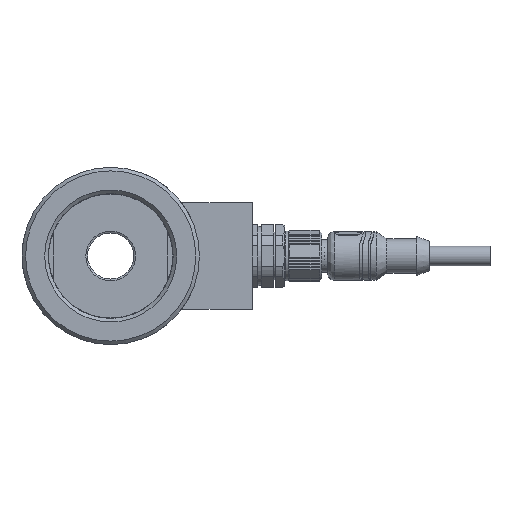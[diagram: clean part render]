
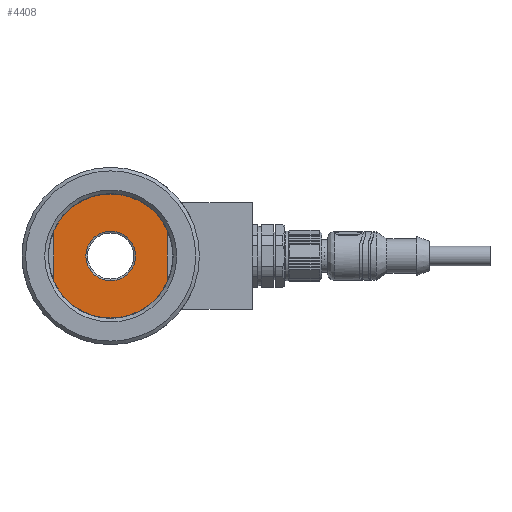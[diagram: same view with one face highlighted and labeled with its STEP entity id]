
A CAD part, front view. The second image highlights one B-rep face of the part: STEP entity #4408.
In plain terms, the highlighted planar face has unit normal (0, -1, 0).
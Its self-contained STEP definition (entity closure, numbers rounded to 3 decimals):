
#448 = DIRECTION ( 'NONE',  ( 0., 0., 1. ) ) ;
#706 = VECTOR ( 'NONE', #9618, 1000. ) ;
#910 = EDGE_CURVE ( 'NONE', #10577, #10577, #1872, .T. ) ;
#1229 = CIRCLE ( 'NONE', #22379, 17.5 ) ;
#1359 = CARTESIAN_POINT ( 'NONE',  ( -16., -15., -7.089 ) ) ;
#1872 = CIRCLE ( 'NONE', #24169, 7. ) ;
#2183 = EDGE_LOOP ( 'NONE', ( #9166 ) ) ;
#2860 = CARTESIAN_POINT ( 'NONE',  ( 16., -15., -7.089 ) ) ;
#4054 = CARTESIAN_POINT ( 'NONE',  ( 16., -15., 0. ) ) ;
#4390 = DIRECTION ( 'NONE',  ( 0., 0., -1. ) ) ;
#4407 = LINE ( 'NONE', #4054, #706 ) ;
#4408 = ADVANCED_FACE ( 'NONE', ( #12515, #7043 ), #22322, .T. ) ;
#4710 = ORIENTED_EDGE ( 'NONE', *, *, #19838, .F. ) ;
#4750 = ORIENTED_EDGE ( 'NONE', *, *, #24295, .F. ) ;
#5197 = CARTESIAN_POINT ( 'NONE',  ( 17.5, -15., 0. ) ) ;
#5490 = CARTESIAN_POINT ( 'NONE',  ( -16., -15., 7.089 ) ) ;
#5850 = VECTOR ( 'NONE', #448, 1000. ) ;
#6091 = CARTESIAN_POINT ( 'NONE',  ( 0., -15., 0. ) ) ;
#6780 = ORIENTED_EDGE ( 'NONE', *, *, #12874, .T. ) ;
#7043 = FACE_BOUND ( 'NONE', #2183, .T. ) ;
#7386 = CARTESIAN_POINT ( 'NONE',  ( 0., -15., 0. ) ) ;
#7597 = VERTEX_POINT ( 'NONE', #5490 ) ;
#9166 = ORIENTED_EDGE ( 'NONE', *, *, #910, .F. ) ;
#9618 = DIRECTION ( 'NONE',  ( 0., 0., -1. ) ) ;
#10577 = VERTEX_POINT ( 'NONE', #18194 ) ;
#12515 = FACE_OUTER_BOUND ( 'NONE', #16326, .T. ) ;
#12769 = DIRECTION ( 'NONE',  ( 0., -1., 0. ) ) ;
#12874 = EDGE_CURVE ( 'NONE', #12963, #19687, #14808, .T. ) ;
#12963 = VERTEX_POINT ( 'NONE', #1359 ) ;
#13708 = DIRECTION ( 'NONE',  ( 0., -1., 0. ) ) ;
#13928 = DIRECTION ( 'NONE',  ( 0., -1., 0. ) ) ;
#14808 = CIRCLE ( 'NONE', #21199, 17.5 ) ;
#14997 = DIRECTION ( 'NONE',  ( 0., -1., 0. ) ) ;
#15003 = EDGE_CURVE ( 'NONE', #18441, #7597, #1229, .T. ) ;
#16326 = EDGE_LOOP ( 'NONE', ( #4710, #6780, #4750, #20618 ) ) ;
#17686 = CARTESIAN_POINT ( 'NONE',  ( 16., -15., 7.089 ) ) ;
#18194 = CARTESIAN_POINT ( 'NONE',  ( 0., -15., -7. ) ) ;
#18441 = VERTEX_POINT ( 'NONE', #17686 ) ;
#19687 = VERTEX_POINT ( 'NONE', #2860 ) ;
#19714 = CARTESIAN_POINT ( 'NONE',  ( 0., -15., 0. ) ) ;
#19837 = DIRECTION ( 'NONE',  ( 0., 0., -1. ) ) ;
#19838 = EDGE_CURVE ( 'NONE', #12963, #7597, #20721, .T. ) ;
#20415 = DIRECTION ( 'NONE',  ( 0., 0., -1. ) ) ;
#20618 = ORIENTED_EDGE ( 'NONE', *, *, #15003, .T. ) ;
#20721 = LINE ( 'NONE', #24760, #5850 ) ;
#21199 = AXIS2_PLACEMENT_3D ( 'NONE', #6091, #13928, #19837 ) ;
#22322 = PLANE ( 'NONE',  #22575 ) ;
#22379 = AXIS2_PLACEMENT_3D ( 'NONE', #19714, #13708, #4390 ) ;
#22575 = AXIS2_PLACEMENT_3D ( 'NONE', #5197, #12769, #20415 ) ;
#22662 = DIRECTION ( 'NONE',  ( 0., 0., -1. ) ) ;
#24169 = AXIS2_PLACEMENT_3D ( 'NONE', #7386, #14997, #22662 ) ;
#24295 = EDGE_CURVE ( 'NONE', #18441, #19687, #4407, .T. ) ;
#24760 = CARTESIAN_POINT ( 'NONE',  ( -16., -15., 0. ) ) ;
